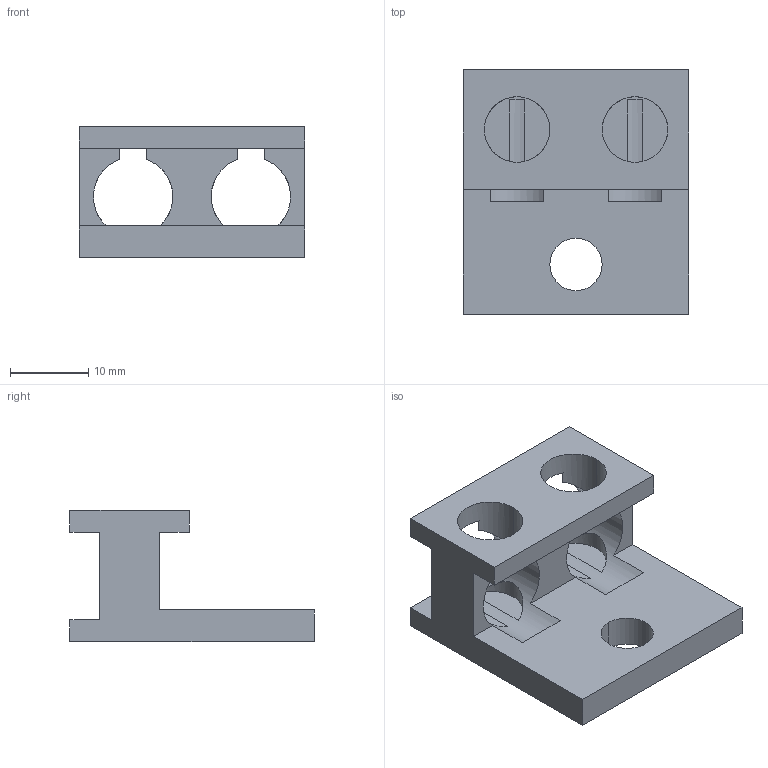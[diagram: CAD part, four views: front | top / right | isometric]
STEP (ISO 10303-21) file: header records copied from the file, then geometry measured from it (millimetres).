
FILE_DESCRIPTION (( 'STEP AP203' ), '1' );
FILE_NAME ('DNGL_Default.step', '2019-10-31T16:45:25', ( '' ), ( '' ), 'SwSTEP 2.0', 'SolidWorks 2018', '' );
FILE_SCHEMA (( 'CONFIG_CONTROL_DESIGN' ));
Length unit declared in the file: inch
Products named in the file (1): DNGL_Default
Bounding box: 28.75 x 31.17 x 16.74 mm (x, y, z)
Volume: 4914.5 mm3; surface area: 3908.9 mm2
Topology: 1 solids, 1 shells, 36 faces, 120 edges, 80 vertices
Faces by surface type: plane 22, cylinder 14
Entity records: 1603 total; most frequent: CARTESIAN_POINT 455, ORIENTED_EDGE 240, DIRECTION 210, EDGE_CURVE 120, VERTEX_POINT 80, LINE 76, VECTOR 76, AXIS2_PLACEMENT_3D 67
